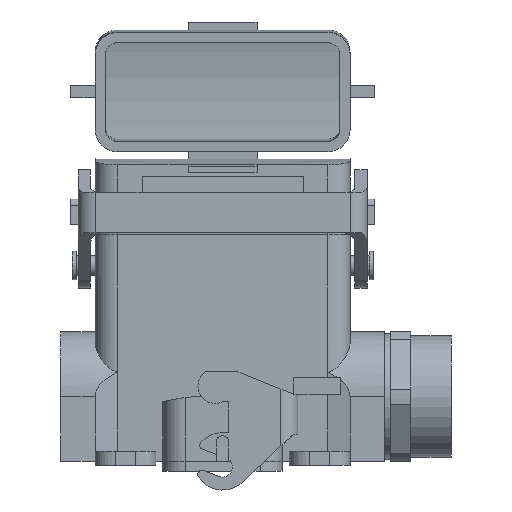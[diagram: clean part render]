
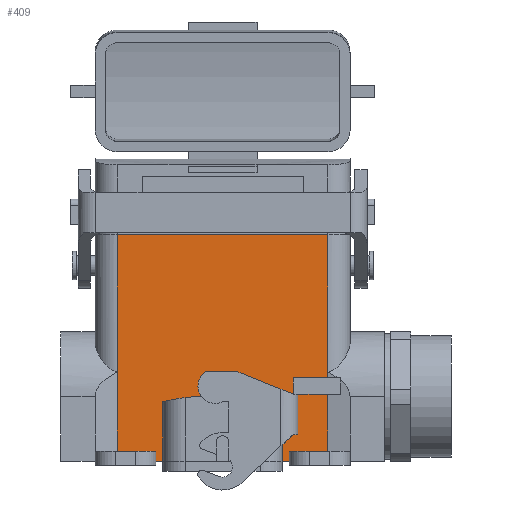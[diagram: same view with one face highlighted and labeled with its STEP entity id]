
A CAD part, front view. The second image highlights one B-rep face of the part: STEP entity #409.
In plain terms, the highlighted planar face has unit normal (0, -1, 0).
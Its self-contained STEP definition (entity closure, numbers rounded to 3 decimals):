
#409 = ADVANCED_FACE( '', ( #1007 ), #1008, .T. );
#1007 = FACE_OUTER_BOUND( '', #1840, .T. );
#1008 = PLANE( '', #1841 );
#1840 = EDGE_LOOP( '', ( #2972, #2973, #2974, #2975, #2976, #2977, #2978, #2979, #2980, #2981 ) );
#1841 = AXIS2_PLACEMENT_3D( '', #2982, #2983, #2984 );
#2972 = ORIENTED_EDGE( '', *, *, #5067, .T. );
#2973 = ORIENTED_EDGE( '', *, *, #5068, .F. );
#2974 = ORIENTED_EDGE( '', *, *, #5069, .T. );
#2975 = ORIENTED_EDGE( '', *, *, #5070, .F. );
#2976 = ORIENTED_EDGE( '', *, *, #4924, .F. );
#2977 = ORIENTED_EDGE( '', *, *, #5071, .T. );
#2978 = ORIENTED_EDGE( '', *, *, #5072, .F. );
#2979 = ORIENTED_EDGE( '', *, *, #5073, .F. );
#2980 = ORIENTED_EDGE( '', *, *, #5074, .F. );
#2981 = ORIENTED_EDGE( '', *, *, #5061, .T. );
#2982 = CARTESIAN_POINT( '', ( -26., -14.75, 56. ) );
#2983 = DIRECTION( '', ( 0., -1., 0. ) );
#2984 = DIRECTION( '', ( 0., 0., 1. ) );
#4924 = EDGE_CURVE( '', #5927, #5929, #5930, .T. );
#5061 = EDGE_CURVE( '', #6160, #6158, #6161, .T. );
#5067 = EDGE_CURVE( '', #6158, #6169, #6170, .T. );
#5068 = EDGE_CURVE( '', #6171, #6169, #6172, .T. );
#5069 = EDGE_CURVE( '', #6171, #6173, #6174, .T. );
#5070 = EDGE_CURVE( '', #5929, #6173, #6175, .T. );
#5071 = EDGE_CURVE( '', #5927, #6176, #6177, .T. );
#5072 = EDGE_CURVE( '', #6178, #6176, #6179, .T. );
#5073 = EDGE_CURVE( '', #6180, #6178, #6181, .T. );
#5074 = EDGE_CURVE( '', #6160, #6180, #6182, .T. );
#5927 = VERTEX_POINT( '', #7392 );
#5929 = VERTEX_POINT( '', #7395 );
#5930 = LINE( '', #7396, #7397 );
#6158 = VERTEX_POINT( '', #7798 );
#6160 = VERTEX_POINT( '', #7821 );
#6161 = LINE( '', #7822, #7823 );
#6169 = VERTEX_POINT( '', #7831 );
#6170 = LINE( '', #7832, #7833 );
#6171 = VERTEX_POINT( '', #7834 );
#6172 = LINE( '', #7835, #7836 );
#6173 = VERTEX_POINT( '', #7837 );
#6174 = LINE( '', #7838, #7839 );
#6175 = LINE( '', #7840, #7841 );
#6176 = VERTEX_POINT( '', #7842 );
#6177 = LINE( '', #7843, #7844 );
#6178 = VERTEX_POINT( '', #7845 );
#6179 = LINE( '', #7846, #7847 );
#6180 = VERTEX_POINT( '', #7848 );
#6181 = LINE( '', #7849, #7850 );
#6182 = LINE( '', #7851, #7852 );
#7392 = CARTESIAN_POINT( '', ( 16.5, -14.75, 2.5 ) );
#7395 = CARTESIAN_POINT( '', ( 16.5, -14.75, 0. ) );
#7396 = CARTESIAN_POINT( '', ( 16.5, -14.75, 56. ) );
#7397 = VECTOR( '', #9232, 1000. );
#7798 = CARTESIAN_POINT( '', ( -26., -14.75, 22.2 ) );
#7821 = CARTESIAN_POINT( '', ( -26., -14.75, 56. ) );
#7822 = CARTESIAN_POINT( '', ( -26., -14.75, 56. ) );
#7823 = VECTOR( '', #9407, 1000. );
#7831 = CARTESIAN_POINT( '', ( -26., -14.75, 2.5 ) );
#7832 = CARTESIAN_POINT( '', ( -26., -14.75, 70.654 ) );
#7833 = VECTOR( '', #9417, 1000. );
#7834 = CARTESIAN_POINT( '', ( -16.5, -14.75, 2.5 ) );
#7835 = CARTESIAN_POINT( '', ( -26., -14.75, 2.5 ) );
#7836 = VECTOR( '', #9418, 1000. );
#7837 = CARTESIAN_POINT( '', ( -16.5, -14.75, 0. ) );
#7838 = CARTESIAN_POINT( '', ( -16.5, -14.75, 56. ) );
#7839 = VECTOR( '', #9419, 1000. );
#7840 = CARTESIAN_POINT( '', ( 0., -14.75, 0. ) );
#7841 = VECTOR( '', #9420, 1000. );
#7842 = CARTESIAN_POINT( '', ( 26., -14.75, 2.5 ) );
#7843 = CARTESIAN_POINT( '', ( 26., -14.75, 2.5 ) );
#7844 = VECTOR( '', #9421, 1000. );
#7845 = CARTESIAN_POINT( '', ( 26., -14.75, 22.2 ) );
#7846 = CARTESIAN_POINT( '', ( 26., -14.75, 70.654 ) );
#7847 = VECTOR( '', #9422, 1000. );
#7848 = CARTESIAN_POINT( '', ( 26., -14.75, 56. ) );
#7849 = CARTESIAN_POINT( '', ( 26., -14.75, 56. ) );
#7850 = VECTOR( '', #9423, 1000. );
#7851 = CARTESIAN_POINT( '', ( -26., -14.75, 56. ) );
#7852 = VECTOR( '', #9424, 1000. );
#9232 = DIRECTION( '', ( 0., 0., -1. ) );
#9407 = DIRECTION( '', ( 0., 0., -1. ) );
#9417 = DIRECTION( '', ( 0., 0., -1. ) );
#9418 = DIRECTION( '', ( -1., 0., 0. ) );
#9419 = DIRECTION( '', ( 0., 0., -1. ) );
#9420 = DIRECTION( '', ( -1., 0., 0. ) );
#9421 = DIRECTION( '', ( 1., 0., 0. ) );
#9422 = DIRECTION( '', ( 0., 0., -1. ) );
#9423 = DIRECTION( '', ( 0., 0., -1. ) );
#9424 = DIRECTION( '', ( 1., 0., 0. ) );
